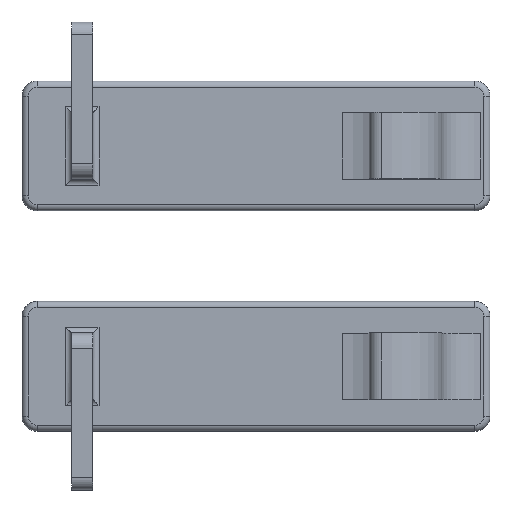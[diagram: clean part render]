
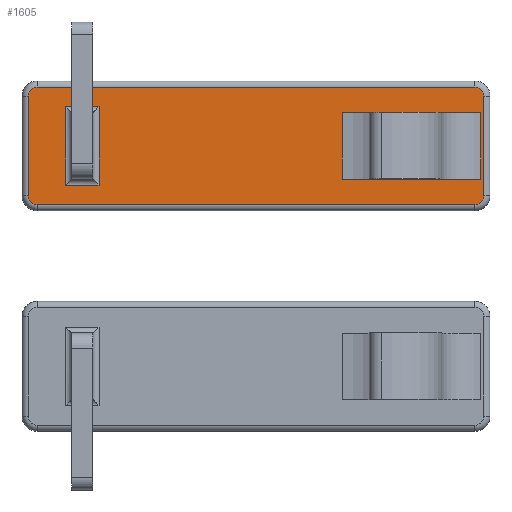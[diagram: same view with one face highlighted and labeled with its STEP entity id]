
A CAD part, top view. The second image highlights one B-rep face of the part: STEP entity #1605.
In plain terms, the highlighted planar face has unit normal (0, 0, 1).
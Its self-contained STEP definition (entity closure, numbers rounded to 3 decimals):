
#25=FACE_BOUND('',#206,.T.);
#26=FACE_BOUND('',#207,.T.);
#54=PLANE('',#1750);
#103=FACE_OUTER_BOUND('',#205,.T.);
#205=EDGE_LOOP('',(#1137,#1138,#1139,#1140,#1141,#1142,#1143,#1144));
#206=EDGE_LOOP('',(#1145,#1146,#1147,#1148));
#207=EDGE_LOOP('',(#1149,#1150,#1151,#1152));
#298=LINE('',#2492,#428);
#304=LINE('',#2513,#434);
#306=LINE('',#2521,#436);
#308=LINE('',#2525,#438);
#310=LINE('',#2549,#440);
#311=LINE('',#2555,#441);
#313=LINE('',#2569,#443);
#320=LINE('',#2586,#450);
#322=LINE('',#2591,#452);
#323=LINE('',#2593,#453);
#324=LINE('',#2595,#454);
#325=LINE('',#2596,#455);
#428=VECTOR('',#1931,10.);
#434=VECTOR('',#1953,10.);
#436=VECTOR('',#1963,10.);
#438=VECTOR('',#1969,10.);
#440=VECTOR('',#1995,10.);
#441=VECTOR('',#2000,10.);
#443=VECTOR('',#2020,10.);
#450=VECTOR('',#2039,10.);
#452=VECTOR('',#2043,10.);
#453=VECTOR('',#2044,10.);
#454=VECTOR('',#2045,10.);
#455=VECTOR('',#2046,10.);
#568=CIRCLE('',#1725,3.);
#572=CIRCLE('',#1730,3.);
#578=CIRCLE('',#1739,3.);
#580=CIRCLE('',#1742,3.);
#664=VERTEX_POINT('',#2489);
#665=VERTEX_POINT('',#2491);
#672=VERTEX_POINT('',#2511);
#674=VERTEX_POINT('',#2519);
#675=VERTEX_POINT('',#2527);
#678=VERTEX_POINT('',#2532);
#679=VERTEX_POINT('',#2536);
#682=VERTEX_POINT('',#2541);
#683=VERTEX_POINT('',#2545);
#686=VERTEX_POINT('',#2552);
#687=VERTEX_POINT('',#2554);
#689=VERTEX_POINT('',#2560);
#695=VERTEX_POINT('',#2589);
#696=VERTEX_POINT('',#2590);
#697=VERTEX_POINT('',#2592);
#698=VERTEX_POINT('',#2594);
#813=EDGE_CURVE('',#665,#664,#298,.T.);
#824=EDGE_CURVE('',#665,#672,#304,.T.);
#828=EDGE_CURVE('',#674,#664,#306,.T.);
#830=EDGE_CURVE('',#674,#672,#308,.T.);
#834=EDGE_CURVE('',#678,#675,#568,.T.);
#838=EDGE_CURVE('',#682,#679,#572,.T.);
#841=EDGE_CURVE('',#679,#683,#310,.T.);
#843=EDGE_CURVE('',#686,#687,#311,.T.);
#848=EDGE_CURVE('',#687,#689,#578,.T.);
#850=EDGE_CURVE('',#683,#686,#580,.T.);
#851=EDGE_CURVE('',#689,#678,#313,.T.);
#860=EDGE_CURVE('',#675,#682,#320,.T.);
#862=EDGE_CURVE('',#695,#696,#322,.T.);
#863=EDGE_CURVE('',#697,#695,#323,.T.);
#864=EDGE_CURVE('',#698,#697,#324,.T.);
#865=EDGE_CURVE('',#696,#698,#325,.T.);
#1137=ORIENTED_EDGE('',*,*,#834,.F.);
#1138=ORIENTED_EDGE('',*,*,#851,.F.);
#1139=ORIENTED_EDGE('',*,*,#848,.F.);
#1140=ORIENTED_EDGE('',*,*,#843,.F.);
#1141=ORIENTED_EDGE('',*,*,#850,.F.);
#1142=ORIENTED_EDGE('',*,*,#841,.F.);
#1143=ORIENTED_EDGE('',*,*,#838,.F.);
#1144=ORIENTED_EDGE('',*,*,#860,.F.);
#1145=ORIENTED_EDGE('',*,*,#813,.T.);
#1146=ORIENTED_EDGE('',*,*,#828,.F.);
#1147=ORIENTED_EDGE('',*,*,#830,.T.);
#1148=ORIENTED_EDGE('',*,*,#824,.F.);
#1149=ORIENTED_EDGE('',*,*,#862,.F.);
#1150=ORIENTED_EDGE('',*,*,#863,.F.);
#1151=ORIENTED_EDGE('',*,*,#864,.F.);
#1152=ORIENTED_EDGE('',*,*,#865,.F.);
#1605=ADVANCED_FACE('',(#103,#25,#26),#54,.T.);
#1725=AXIS2_PLACEMENT_3D('',#2534,#1978,#1979);
#1730=AXIS2_PLACEMENT_3D('',#2543,#1988,#1989);
#1739=AXIS2_PLACEMENT_3D('',#2564,#2010,#2011);
#1742=AXIS2_PLACEMENT_3D('',#2567,#2016,#2017);
#1750=AXIS2_PLACEMENT_3D('',#2588,#2041,#2042);
#1931=DIRECTION('',(1.,0.,0.));
#1953=DIRECTION('',(0.,-1.,0.));
#1963=DIRECTION('',(0.,1.,0.));
#1969=DIRECTION('',(-1.,0.,0.));
#1978=DIRECTION('center_axis',(0.,0.,-1.));
#1979=DIRECTION('ref_axis',(-0.316,-0.949,0.));
#1988=DIRECTION('center_axis',(0.,0.,-1.));
#1989=DIRECTION('ref_axis',(-0.316,0.949,0.));
#1995=DIRECTION('',(1.,0.,0.));
#2000=DIRECTION('',(0.,-1.,0.));
#2010=DIRECTION('center_axis',(0.,0.,-1.));
#2011=DIRECTION('ref_axis',(0.707,-0.707,0.));
#2016=DIRECTION('center_axis',(0.,0.,-1.));
#2017=DIRECTION('ref_axis',(0.707,0.707,0.));
#2020=DIRECTION('',(-1.,0.,0.));
#2039=DIRECTION('',(0.,1.,0.));
#2041=DIRECTION('center_axis',(0.,0.,1.));
#2042=DIRECTION('ref_axis',(1.,0.,0.));
#2043=DIRECTION('',(0.,-1.,0.));
#2044=DIRECTION('',(-1.,0.,0.));
#2045=DIRECTION('',(0.,1.,0.));
#2046=DIRECTION('',(1.,0.,0.));
#2489=CARTESIAN_POINT('',(152.,32.5,6.));
#2491=CARTESIAN_POINT('',(106.,32.5,6.));
#2492=CARTESIAN_POINT('',(40.75,32.5,6.));
#2511=CARTESIAN_POINT('',(106.,10.5,6.));
#2513=CARTESIAN_POINT('',(106.,28.5,6.));
#2519=CARTESIAN_POINT('',(152.,10.5,6.));
#2521=CARTESIAN_POINT('',(152.,14.5,6.));
#2525=CARTESIAN_POINT('',(36.75,10.5,6.));
#2527=CARTESIAN_POINT('',(2.,5.,6.));
#2532=CARTESIAN_POINT('',(5.,2.,6.));
#2534=CARTESIAN_POINT('Origin',(5.,5.,6.));
#2536=CARTESIAN_POINT('',(5.,41.,6.));
#2541=CARTESIAN_POINT('',(2.,38.,6.));
#2543=CARTESIAN_POINT('Origin',(5.,38.,6.));
#2545=CARTESIAN_POINT('',(150.,41.,6.));
#2549=CARTESIAN_POINT('',(48.75,41.,6.));
#2552=CARTESIAN_POINT('',(153.,38.,6.));
#2554=CARTESIAN_POINT('',(153.,5.,6.));
#2555=CARTESIAN_POINT('',(153.,10.75,6.));
#2560=CARTESIAN_POINT('',(150.,2.,6.));
#2564=CARTESIAN_POINT('Origin',(150.,5.,6.));
#2567=CARTESIAN_POINT('Origin',(150.,38.,6.));
#2569=CARTESIAN_POINT('',(16.25,2.,6.));
#2586=CARTESIAN_POINT('',(2.,32.25,6.));
#2588=CARTESIAN_POINT('Origin',(32.5,21.5,6.));
#2589=CARTESIAN_POINT('',(14.5,34.5,6.));
#2590=CARTESIAN_POINT('',(14.5,8.5,6.));
#2591=CARTESIAN_POINT('',(14.5,28.5,6.));
#2592=CARTESIAN_POINT('',(25.5,34.5,6.));
#2593=CARTESIAN_POINT('',(28.,34.5,6.));
#2594=CARTESIAN_POINT('',(25.5,8.5,6.));
#2595=CARTESIAN_POINT('',(25.5,14.5,6.));
#2596=CARTESIAN_POINT('',(24.5,8.5,6.));
